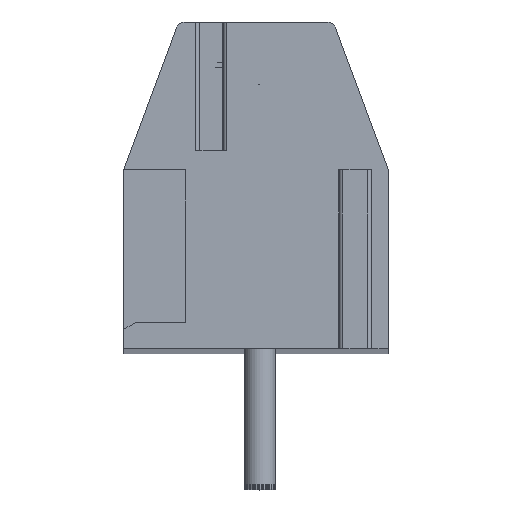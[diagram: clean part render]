
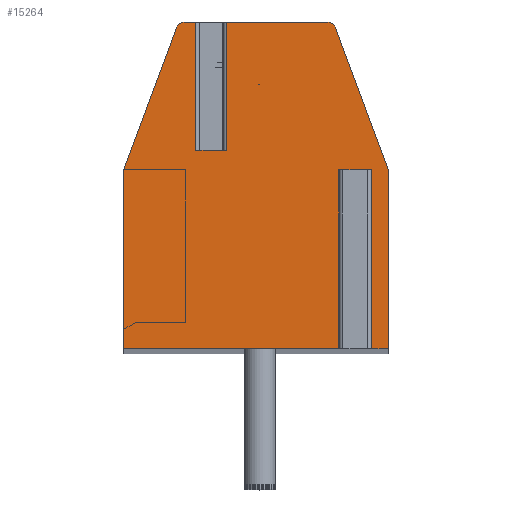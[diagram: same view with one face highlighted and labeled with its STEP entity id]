
A CAD part, top view. The second image highlights one B-rep face of the part: STEP entity #15264.
In plain terms, the highlighted planar face has unit normal (0, 0, 1).
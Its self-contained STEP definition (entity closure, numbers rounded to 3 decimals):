
#1=DIRECTION('',(1.,0.,0.));
#2=VECTOR('',#1,0.796);
#3=CARTESIAN_POINT('',(-1.548,0.9,75.25));
#4=LINE('',#3,#2);
#5=DIRECTION('',(0.,1.,0.));
#6=VECTOR('',#5,3.3);
#7=CARTESIAN_POINT('',(-0.752,0.9,75.25));
#8=LINE('',#7,#6);
#9=DIRECTION('',(-1.,0.,0.));
#10=VECTOR('',#9,2.603);
#11=CARTESIAN_POINT('',(1.851,4.2,75.25));
#12=LINE('',#11,#10);
#13=CARTESIAN_POINT('',(1.851,4.,75.25));
#14=DIRECTION('',(0.,0.,1.));
#15=DIRECTION('',(0.938,0.348,0.));
#16=AXIS2_PLACEMENT_3D('',#13,#14,#15);
#18=DIRECTION('',(-0.348,0.938,0.));
#19=VECTOR('',#18,3.914);
#20=CARTESIAN_POINT('',(3.4,0.4,75.25));
#21=LINE('',#20,#19);
#22=DIRECTION('',(0.,1.,0.));
#23=VECTOR('',#22,4.6);
#24=CARTESIAN_POINT('',(3.4,-4.2,75.25));
#25=LINE('',#24,#23);
#26=DIRECTION('',(1.,0.,0.));
#27=VECTOR('',#26,0.634);
#28=CARTESIAN_POINT('',(2.766,-4.2,75.25));
#29=LINE('',#28,#27);
#30=DIRECTION('',(0.,1.,0.));
#31=VECTOR('',#30,4.6);
#32=CARTESIAN_POINT('',(2.766,-4.2,75.25));
#33=LINE('',#32,#31);
#34=DIRECTION('',(-1.,0.,0.));
#35=VECTOR('',#34,0.43);
#36=CARTESIAN_POINT('',(2.766,0.4,75.25));
#37=LINE('',#36,#35);
#38=DIRECTION('',(0.,1.,0.));
#39=VECTOR('',#38,4.6);
#40=CARTESIAN_POINT('',(2.336,-4.2,75.25));
#41=LINE('',#40,#39);
#42=DIRECTION('',(1.,0.,0.));
#43=VECTOR('',#42,5.736);
#44=CARTESIAN_POINT('',(-3.4,-4.2,75.25));
#45=LINE('',#44,#43);
#46=DIRECTION('',(0.,-1.,0.));
#47=VECTOR('',#46,4.6);
#48=CARTESIAN_POINT('',(-3.4,0.4,75.25));
#49=LINE('',#48,#47);
#50=DIRECTION('',(-0.348,-0.938,0.));
#51=VECTOR('',#50,3.914);
#52=CARTESIAN_POINT('',(-2.038,4.07,75.25));
#53=LINE('',#52,#51);
#54=CARTESIAN_POINT('',(-1.851,4.,75.25));
#55=DIRECTION('',(0.,0.,1.));
#56=DIRECTION('',(0.,1.,0.));
#57=AXIS2_PLACEMENT_3D('',#54,#55,#56);
#59=DIRECTION('',(-1.,0.,0.));
#60=VECTOR('',#59,0.303);
#61=CARTESIAN_POINT('',(-1.548,4.2,75.25));
#62=LINE('',#61,#60);
#63=DIRECTION('',(0.,1.,0.));
#64=VECTOR('',#63,3.3);
#65=CARTESIAN_POINT('',(-1.548,0.9,75.25));
#66=LINE('',#65,#64);
#11923=CARTESIAN_POINT('',(-1.851,4.2,75.25));
#11924=CARTESIAN_POINT('',(-2.038,4.07,75.25));
#11925=VERTEX_POINT('',#11923);
#11926=VERTEX_POINT('',#11924);
#11927=CARTESIAN_POINT('',(-3.4,0.4,75.25));
#11928=VERTEX_POINT('',#11927);
#11929=CARTESIAN_POINT('',(-3.4,-4.2,75.25));
#11930=VERTEX_POINT('',#11929);
#11931=CARTESIAN_POINT('',(3.4,-4.2,75.25));
#11932=CARTESIAN_POINT('',(3.4,0.4,75.25));
#11933=VERTEX_POINT('',#11931);
#11934=VERTEX_POINT('',#11932);
#11935=CARTESIAN_POINT('',(2.038,4.07,75.25));
#11936=VERTEX_POINT('',#11935);
#11937=CARTESIAN_POINT('',(1.851,4.2,75.25));
#11938=VERTEX_POINT('',#11937);
#11979=CARTESIAN_POINT('',(2.766,0.4,75.25));
#11980=CARTESIAN_POINT('',(2.336,0.4,75.25));
#11981=VERTEX_POINT('',#11979);
#11982=VERTEX_POINT('',#11980);
#11983=CARTESIAN_POINT('',(2.336,-4.2,75.25));
#11984=VERTEX_POINT('',#11983);
#11985=CARTESIAN_POINT('',(2.766,-4.2,75.25));
#11986=VERTEX_POINT('',#11985);
#12047=CARTESIAN_POINT('',(-1.548,0.9,75.25));
#12048=CARTESIAN_POINT('',(-0.752,0.9,75.25));
#12049=VERTEX_POINT('',#12047);
#12050=VERTEX_POINT('',#12048);
#12051=CARTESIAN_POINT('',(-1.548,4.2,75.25));
#12052=VERTEX_POINT('',#12051);
#12053=CARTESIAN_POINT('',(-0.752,4.2,75.25));
#12054=VERTEX_POINT('',#12053);
#15225=CARTESIAN_POINT('',(0.,0.,75.25));
#15226=DIRECTION('',(0.,0.,1.));
#15227=DIRECTION('',(1.,0.,0.));
#15228=AXIS2_PLACEMENT_3D('',#15225,#15226,#15227);
#15229=PLANE('',#15228);
#15231=ORIENTED_EDGE('',*,*,#15230,.T.);
#15233=ORIENTED_EDGE('',*,*,#15232,.T.);
#15235=ORIENTED_EDGE('',*,*,#15234,.F.);
#15237=ORIENTED_EDGE('',*,*,#15236,.F.);
#15239=ORIENTED_EDGE('',*,*,#15238,.F.);
#15241=ORIENTED_EDGE('',*,*,#15240,.F.);
#15243=ORIENTED_EDGE('',*,*,#15242,.F.);
#15245=ORIENTED_EDGE('',*,*,#15244,.T.);
#15247=ORIENTED_EDGE('',*,*,#15246,.T.);
#15249=ORIENTED_EDGE('',*,*,#15248,.F.);
#15251=ORIENTED_EDGE('',*,*,#15250,.F.);
#15253=ORIENTED_EDGE('',*,*,#15252,.F.);
#15255=ORIENTED_EDGE('',*,*,#15254,.F.);
#15257=ORIENTED_EDGE('',*,*,#15256,.F.);
#15259=ORIENTED_EDGE('',*,*,#15258,.F.);
#15261=ORIENTED_EDGE('',*,*,#15260,.F.);
#15262=EDGE_LOOP('',(#15231,#15233,#15235,#15237,#15239,#15241,#15243,#15245,
#15247,#15249,#15251,#15253,#15255,#15257,#15259,#15261));
#15263=FACE_OUTER_BOUND('',#15262,.F.);
#15264=ADVANCED_FACE('',(#15263),#15229,.T.);
#17=CIRCLE('',#16,0.2);
#58=CIRCLE('',#57,0.2);
#15230=EDGE_CURVE('',#12049,#12050,#4,.T.);
#15232=EDGE_CURVE('',#12050,#12054,#8,.T.);
#15234=EDGE_CURVE('',#11938,#12054,#12,.T.);
#15236=EDGE_CURVE('',#11936,#11938,#17,.T.);
#15238=EDGE_CURVE('',#11934,#11936,#21,.T.);
#15240=EDGE_CURVE('',#11933,#11934,#25,.T.);
#15242=EDGE_CURVE('',#11986,#11933,#29,.T.);
#15244=EDGE_CURVE('',#11986,#11981,#33,.T.);
#15246=EDGE_CURVE('',#11981,#11982,#37,.T.);
#15248=EDGE_CURVE('',#11984,#11982,#41,.T.);
#15250=EDGE_CURVE('',#11930,#11984,#45,.T.);
#15252=EDGE_CURVE('',#11928,#11930,#49,.T.);
#15254=EDGE_CURVE('',#11926,#11928,#53,.T.);
#15256=EDGE_CURVE('',#11925,#11926,#58,.T.);
#15258=EDGE_CURVE('',#12052,#11925,#62,.T.);
#15260=EDGE_CURVE('',#12049,#12052,#66,.T.);
